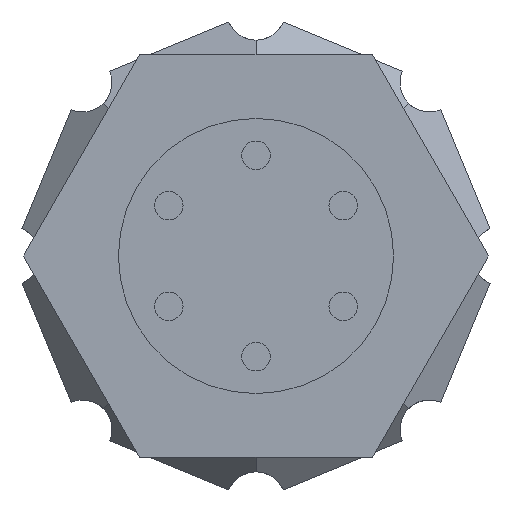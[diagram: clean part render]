
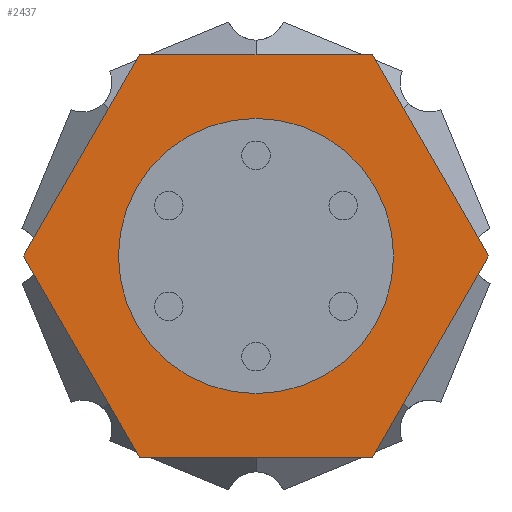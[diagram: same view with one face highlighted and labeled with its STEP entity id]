
A CAD part, front view. The second image highlights one B-rep face of the part: STEP entity #2437.
In plain terms, the highlighted planar face has unit normal (0, -1, 0).
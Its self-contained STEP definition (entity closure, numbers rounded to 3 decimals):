
#86 = CARTESIAN_POINT ( 'NONE',  ( 0., -12., 0. ) ) ;
#264 = ORIENTED_EDGE ( 'NONE', *, *, #363, .T. ) ;
#292 = LINE ( 'NONE', #1217, #3541 ) ;
#363 = EDGE_CURVE ( 'NONE', #1915, #1817, #1710, .T. ) ;
#426 = DIRECTION ( 'NONE',  ( 0., 0., -1. ) ) ;
#431 = VERTEX_POINT ( 'NONE', #2810 ) ;
#512 = EDGE_CURVE ( 'NONE', #1870, #1968, #2750, .T. ) ;
#561 = DIRECTION ( 'NONE',  ( 0.5, 0., -0.866 ) ) ;
#619 = DIRECTION ( 'NONE',  ( -1., 0., 0. ) ) ;
#733 = CARTESIAN_POINT ( 'NONE',  ( 0., -12., 8.2 ) ) ;
#798 = CARTESIAN_POINT ( 'NONE',  ( 0., -12., 0. ) ) ;
#825 = VERTEX_POINT ( 'NONE', #2396 ) ;
#904 = CARTESIAN_POINT ( 'NONE',  ( 13.856, -12., 0. ) ) ;
#911 = EDGE_LOOP ( 'NONE', ( #1424, #3063 ) ) ;
#952 = AXIS2_PLACEMENT_3D ( 'NONE', #2620, #3175, #1347 ) ;
#993 = EDGE_CURVE ( 'NONE', #1642, #825, #2085, .T. ) ;
#1158 = CARTESIAN_POINT ( 'NONE',  ( -6.928, -12., -12. ) ) ;
#1159 = DIRECTION ( 'NONE',  ( 0., 0., -1. ) ) ;
#1217 = CARTESIAN_POINT ( 'NONE',  ( -6.928, -12., 12. ) ) ;
#1347 = DIRECTION ( 'NONE',  ( 0., 0., -1. ) ) ;
#1424 = ORIENTED_EDGE ( 'NONE', *, *, #3370, .F. ) ;
#1442 = FACE_OUTER_BOUND ( 'NONE', #3090, .T. ) ;
#1642 = VERTEX_POINT ( 'NONE', #733 ) ;
#1664 = ORIENTED_EDGE ( 'NONE', *, *, #3661, .T. ) ;
#1710 = LINE ( 'NONE', #3219, #3893 ) ;
#1765 = DIRECTION ( 'NONE',  ( 0.5, 0., 0.866 ) ) ;
#1817 = VERTEX_POINT ( 'NONE', #904 ) ;
#1869 = DIRECTION ( 'NONE',  ( 1., 0., 0. ) ) ;
#1870 = VERTEX_POINT ( 'NONE', #2858 ) ;
#1895 = VERTEX_POINT ( 'NONE', #3133 ) ;
#1915 = VERTEX_POINT ( 'NONE', #3413 ) ;
#1968 = VERTEX_POINT ( 'NONE', #3159 ) ;
#1977 = VECTOR ( 'NONE', #561, 1000. ) ;
#1986 = ORIENTED_EDGE ( 'NONE', *, *, #2132, .T. ) ;
#2073 = ORIENTED_EDGE ( 'NONE', *, *, #512, .T. ) ;
#2085 = CIRCLE ( 'NONE', #2636, 8.2 ) ;
#2132 = EDGE_CURVE ( 'NONE', #1968, #1915, #3119, .T. ) ;
#2198 = VECTOR ( 'NONE', #619, 1000. ) ;
#2282 = VECTOR ( 'NONE', #3406, 1000. ) ;
#2375 = LINE ( 'NONE', #2570, #2282 ) ;
#2396 = CARTESIAN_POINT ( 'NONE',  ( 0., -12., -8.2 ) ) ;
#2437 = ADVANCED_FACE ( 'NONE', ( #3791, #1442 ), #3705, .T. ) ;
#2461 = DIRECTION ( 'NONE',  ( 0., -1., 0. ) ) ;
#2570 = CARTESIAN_POINT ( 'NONE',  ( 13.856, -12., 0. ) ) ;
#2609 = CARTESIAN_POINT ( 'NONE',  ( 6.928, -12., 12. ) ) ;
#2620 = CARTESIAN_POINT ( 'NONE',  ( 0., -12., 0. ) ) ;
#2636 = AXIS2_PLACEMENT_3D ( 'NONE', #798, #3029, #1159 ) ;
#2709 = ORIENTED_EDGE ( 'NONE', *, *, #3624, .T. ) ;
#2750 = LINE ( 'NONE', #3643, #1977 ) ;
#2810 = CARTESIAN_POINT ( 'NONE',  ( -6.928, -12., 12. ) ) ;
#2851 = LINE ( 'NONE', #2609, #2198 ) ;
#2858 = CARTESIAN_POINT ( 'NONE',  ( -13.856, -12., 0. ) ) ;
#2873 = AXIS2_PLACEMENT_3D ( 'NONE', #86, #2461, #426 ) ;
#3029 = DIRECTION ( 'NONE',  ( 0., -1., 0. ) ) ;
#3063 = ORIENTED_EDGE ( 'NONE', *, *, #993, .F. ) ;
#3090 = EDGE_LOOP ( 'NONE', ( #1664, #3823, #2073, #1986, #264, #2709 ) ) ;
#3119 = LINE ( 'NONE', #1158, #3766 ) ;
#3133 = CARTESIAN_POINT ( 'NONE',  ( 6.928, -12., 12. ) ) ;
#3159 = CARTESIAN_POINT ( 'NONE',  ( -6.928, -12., -12. ) ) ;
#3175 = DIRECTION ( 'NONE',  ( 0., -1., 0. ) ) ;
#3219 = CARTESIAN_POINT ( 'NONE',  ( 6.928, -12., -12. ) ) ;
#3250 = CIRCLE ( 'NONE', #2873, 8.2 ) ;
#3339 = DIRECTION ( 'NONE',  ( -0.5, 0., -0.866 ) ) ;
#3370 = EDGE_CURVE ( 'NONE', #825, #1642, #3250, .T. ) ;
#3406 = DIRECTION ( 'NONE',  ( -0.5, 0., 0.866 ) ) ;
#3413 = CARTESIAN_POINT ( 'NONE',  ( 6.928, -12., -12. ) ) ;
#3481 = EDGE_CURVE ( 'NONE', #431, #1870, #292, .T. ) ;
#3541 = VECTOR ( 'NONE', #3339, 1000. ) ;
#3624 = EDGE_CURVE ( 'NONE', #1817, #1895, #2375, .T. ) ;
#3643 = CARTESIAN_POINT ( 'NONE',  ( -13.856, -12., 0. ) ) ;
#3661 = EDGE_CURVE ( 'NONE', #1895, #431, #2851, .T. ) ;
#3705 = PLANE ( 'NONE',  #952 ) ;
#3766 = VECTOR ( 'NONE', #1869, 1000. ) ;
#3791 = FACE_BOUND ( 'NONE', #911, .T. ) ;
#3823 = ORIENTED_EDGE ( 'NONE', *, *, #3481, .T. ) ;
#3893 = VECTOR ( 'NONE', #1765, 1000. ) ;
